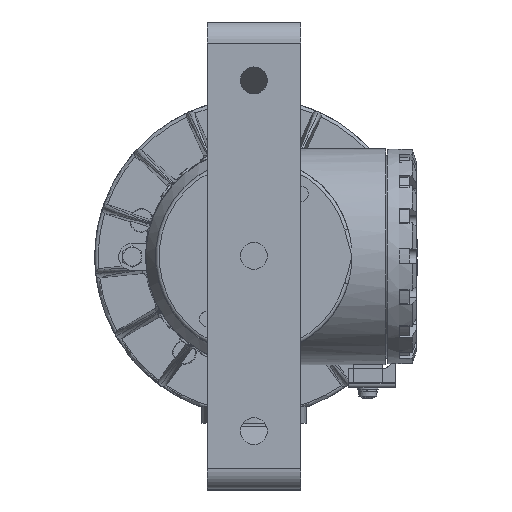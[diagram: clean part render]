
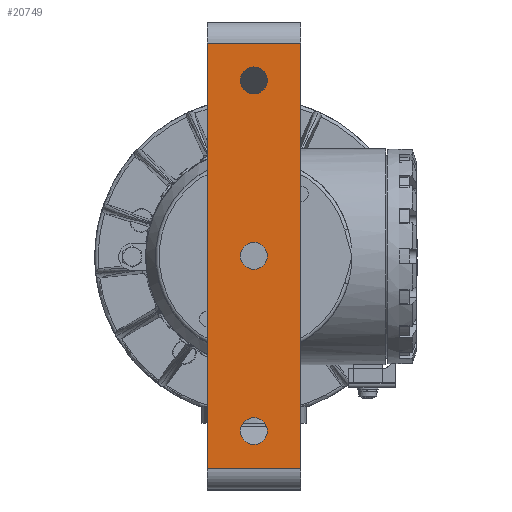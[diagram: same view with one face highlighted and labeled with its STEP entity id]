
A CAD part, top view. The second image highlights one B-rep face of the part: STEP entity #20749.
In plain terms, the highlighted planar face has unit normal (0, 0, 1).
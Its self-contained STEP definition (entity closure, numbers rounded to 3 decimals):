
#20105=CARTESIAN_POINT('',(-20.,-91.0,332.3));
#20106=VERTEX_POINT('',#20105);
#20114=CARTESIAN_POINT('',(-20.,91.0,332.3));
#20115=VERTEX_POINT('',#20114);
#20116=CARTESIAN_POINT('',(-20.,91.0,332.3));
#20117=DIRECTION('',(0.0,-1.0,0.0));
#20118=VECTOR('',#20117,182.0);
#20119=LINE('',#20116,#20118);
#20120=EDGE_CURVE('',#20115,#20106,#20119,.T.);
#20292=CARTESIAN_POINT('',(5.75,-75.,332.3));
#20293=VERTEX_POINT('',#20292);
#20294=CARTESIAN_POINT('',(0.,-75.,332.3));
#20295=DIRECTION('',(0.0,0.0,-1.0));
#20296=DIRECTION('',(-1.0,0.0,0.0));
#20297=AXIS2_PLACEMENT_3D('',#20294,#20295,#20296);
#20298=CIRCLE('',#20297,5.75);
#20299=EDGE_CURVE('',#20293,#20293,#20298,.T.);
#20320=CARTESIAN_POINT('',(5.75,75.,332.3));
#20321=VERTEX_POINT('',#20320);
#20322=CARTESIAN_POINT('',(0.,75.,332.3));
#20323=DIRECTION('',(0.0,0.0,-1.0));
#20324=DIRECTION('',(-1.0,0.0,0.0));
#20325=AXIS2_PLACEMENT_3D('',#20322,#20323,#20324);
#20326=CIRCLE('',#20325,5.75);
#20327=EDGE_CURVE('',#20321,#20321,#20326,.T.);
#20348=CARTESIAN_POINT('',(5.75,0.,332.3));
#20349=VERTEX_POINT('',#20348);
#20350=CARTESIAN_POINT('',(0.,0.,332.3));
#20351=DIRECTION('',(0.0,0.0,-1.0));
#20352=DIRECTION('',(-1.0,0.0,0.0));
#20353=AXIS2_PLACEMENT_3D('',#20350,#20351,#20352);
#20354=CIRCLE('',#20353,5.75);
#20355=EDGE_CURVE('',#20349,#20349,#20354,.T.);
#20533=CARTESIAN_POINT('',(20.,91.0,332.3));
#20534=VERTEX_POINT('',#20533);
#20542=CARTESIAN_POINT('',(20.,-91.0,332.3));
#20543=VERTEX_POINT('',#20542);
#20544=CARTESIAN_POINT('',(20.,-91.0,332.3));
#20545=DIRECTION('',(0.0,1.0,0.0));
#20546=VECTOR('',#20545,182.0);
#20547=LINE('',#20544,#20546);
#20548=EDGE_CURVE('',#20543,#20534,#20547,.T.);
#20713=CARTESIAN_POINT('',(20.,-91.,332.3));
#20714=DIRECTION('',(-1.0,0.0,0.0));
#20715=VECTOR('',#20714,40.0);
#20716=LINE('',#20713,#20715);
#20717=EDGE_CURVE('',#20543,#20106,#20716,.T.);
#20724=CARTESIAN_POINT('',(-20.,-100.0,332.3));
#20725=DIRECTION('',(0.0,0.0,1.0));
#20726=DIRECTION('',(1.0,0.0,0.0));
#20727=AXIS2_PLACEMENT_3D('',#20724,#20725,#20726);
#20728=PLANE('',#20727);
#20729=ORIENTED_EDGE('',*,*,#20717,.F.);
#20730=ORIENTED_EDGE('',*,*,#20548,.T.);
#20731=CARTESIAN_POINT('',(-20.,91.0,332.3));
#20732=DIRECTION('',(1.0,0.0,0.0));
#20733=VECTOR('',#20732,40.0);
#20734=LINE('',#20731,#20733);
#20735=EDGE_CURVE('',#20115,#20534,#20734,.T.);
#20736=ORIENTED_EDGE('',*,*,#20735,.F.);
#20737=ORIENTED_EDGE('',*,*,#20120,.T.);
#20738=EDGE_LOOP('',(#20729,#20730,#20736,#20737));
#20739=FACE_OUTER_BOUND('',#20738,.T.);
#20740=ORIENTED_EDGE('',*,*,#20299,.T.);
#20741=EDGE_LOOP('',(#20740));
#20742=FACE_BOUND('',#20741,.T.);
#20743=ORIENTED_EDGE('',*,*,#20327,.T.);
#20744=EDGE_LOOP('',(#20743));
#20745=FACE_BOUND('',#20744,.T.);
#20746=ORIENTED_EDGE('',*,*,#20355,.T.);
#20747=EDGE_LOOP('',(#20746));
#20748=FACE_BOUND('',#20747,.T.);
#20749=ADVANCED_FACE('',(#20739,#20742,#20745,#20748),#20728,.T.);
